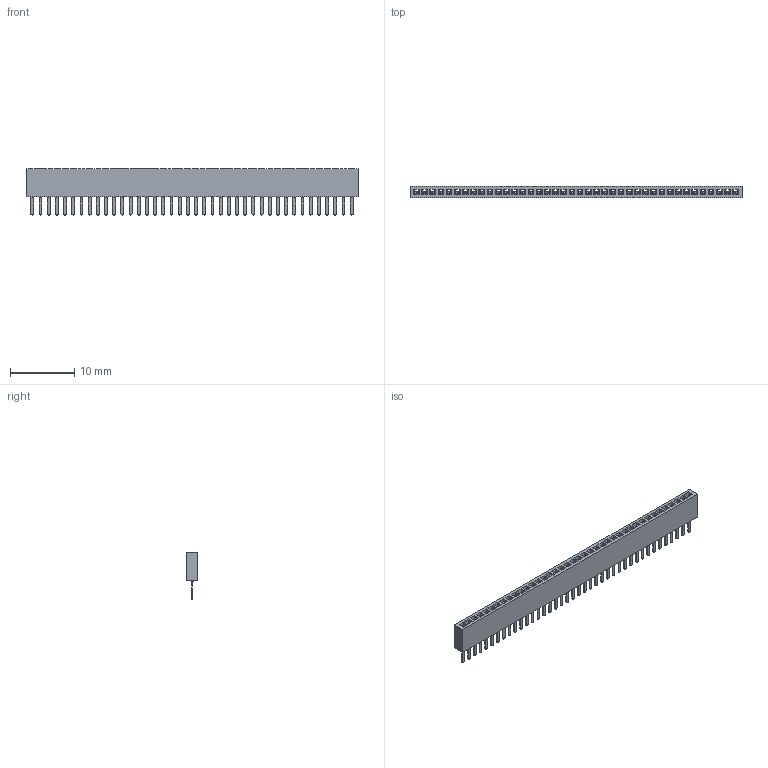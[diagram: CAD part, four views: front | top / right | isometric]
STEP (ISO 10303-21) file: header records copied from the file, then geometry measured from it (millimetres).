
FILE_DESCRIPTION (( 'STEP AP214' ), '1' );
FILE_NAME ('User Library-PIN-Header-1_27_female_1x40.STEP', '2020-06-22T19:47:39', ( '' ), ( '' ), 'SwSTEP 2.0', 'SolidWorks 2019', '' );
FILE_SCHEMA (( 'AUTOMOTIVE_DESIGN' ));
Length unit declared in the file: millimetre
Products named in the file (1): User Library-PIN-Header-1_27_female_1x40
Bounding box: 51.5 x 1.81 x 7.15 mm (x, y, z)
Volume: 324.9 mm3; surface area: 2125 mm2
Topology: 41 solids, 41 shells, 966 faces, 2652 edges, 1768 vertices
Faces by surface type: plane 806, cylinder 160
Entity records: 41496 total; most frequent: CARTESIAN_POINT 5387, ORIENTED_EDGE 5304, DIRECTION 4906, EDGE_CURVE 2652, LINE 2332, VECTOR 2332, VERTEX_POINT 1768, AXIS2_PLACEMENT_3D 1287
